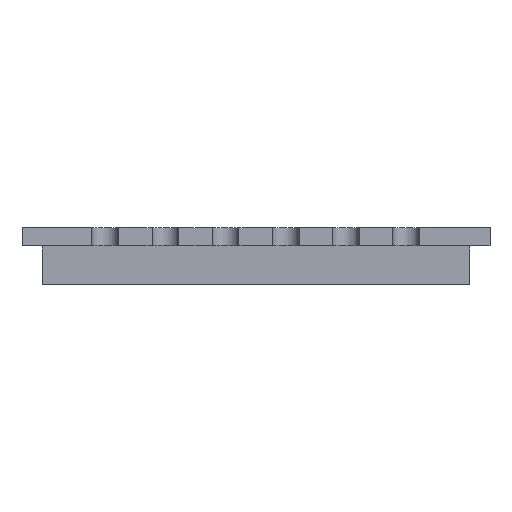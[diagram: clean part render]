
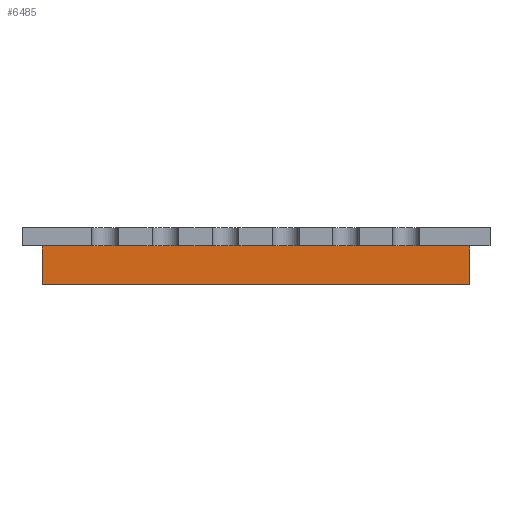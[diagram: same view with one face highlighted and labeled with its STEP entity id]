
A CAD part, left-side view. The second image highlights one B-rep face of the part: STEP entity #6485.
In plain terms, the highlighted planar face has unit normal (-1, 0, 0).
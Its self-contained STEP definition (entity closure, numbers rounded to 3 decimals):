
#73 = PLANE('',#74);
#74 = AXIS2_PLACEMENT_3D('',#75,#76,#77);
#75 = CARTESIAN_POINT('',(-237.934,-36.435,0.));
#76 = DIRECTION('',(0.,0.,1.));
#77 = DIRECTION('',(1.,0.,0.));
#2791 = EDGE_CURVE('',#2792,#2794,#2796,.T.);
#2792 = VERTEX_POINT('',#2793);
#2793 = CARTESIAN_POINT('',(-238.987,-49.835,0.));
#2794 = VERTEX_POINT('',#2795);
#2795 = CARTESIAN_POINT('',(-238.987,-37.035,0.));
#2796 = SURFACE_CURVE('',#2797,(#2801,#2808),.PCURVE_S1.);
#2797 = LINE('',#2798,#2799);
#2798 = CARTESIAN_POINT('',(-238.987,-49.835,0.));
#2799 = VECTOR('',#2800,1.);
#2800 = DIRECTION('',(0.,1.,0.));
#2801 = PCURVE('',#73,#2802);
#2802 = DEFINITIONAL_REPRESENTATION('',(#2803),#2807);
#2803 = LINE('',#2804,#2805);
#2804 = CARTESIAN_POINT('',(-1.053,-13.4));
#2805 = VECTOR('',#2806,1.);
#2806 = DIRECTION('',(0.,1.));
#2807 = ( GEOMETRIC_REPRESENTATION_CONTEXT(2) 
PARAMETRIC_REPRESENTATION_CONTEXT() REPRESENTATION_CONTEXT('2D SPACE',''
  ) );
#2808 = PCURVE('',#2809,#2814);
#2809 = PLANE('',#2810);
#2810 = AXIS2_PLACEMENT_3D('',#2811,#2812,#2813);
#2811 = CARTESIAN_POINT('',(-238.987,-49.835,-1.15));
#2812 = DIRECTION('',(1.,0.,0.));
#2813 = DIRECTION('',(0.,0.,-1.));
#2814 = DEFINITIONAL_REPRESENTATION('',(#2815),#2819);
#2815 = LINE('',#2816,#2817);
#2816 = CARTESIAN_POINT('',(-1.15,0.));
#2817 = VECTOR('',#2818,1.);
#2818 = DIRECTION('',(0.,1.));
#2819 = ( GEOMETRIC_REPRESENTATION_CONTEXT(2) 
PARAMETRIC_REPRESENTATION_CONTEXT() REPRESENTATION_CONTEXT('2D SPACE',''
  ) );
#2837 = PLANE('',#2838);
#2838 = AXIS2_PLACEMENT_3D('',#2839,#2840,#2841);
#2839 = CARTESIAN_POINT('',(-218.887,-49.835,-1.15));
#2840 = DIRECTION('',(0.,1.,0.));
#2841 = DIRECTION('',(0.,0.,1.));
#2891 = PLANE('',#2892);
#2892 = AXIS2_PLACEMENT_3D('',#2893,#2894,#2895);
#2893 = CARTESIAN_POINT('',(-238.987,-37.035,-1.15));
#2894 = DIRECTION('',(0.,-1.,0.));
#2895 = DIRECTION('',(0.,0.,-1.));
#6414 = EDGE_CURVE('',#6415,#2792,#6417,.T.);
#6415 = VERTEX_POINT('',#6416);
#6416 = CARTESIAN_POINT('',(-238.987,-49.835,-1.15));
#6417 = SURFACE_CURVE('',#6418,(#6422,#6429),.PCURVE_S1.);
#6418 = LINE('',#6419,#6420);
#6419 = CARTESIAN_POINT('',(-238.987,-49.835,-1.15));
#6420 = VECTOR('',#6421,1.);
#6421 = DIRECTION('',(0.,0.,1.));
#6422 = PCURVE('',#2837,#6423);
#6423 = DEFINITIONAL_REPRESENTATION('',(#6424),#6428);
#6424 = LINE('',#6425,#6426);
#6425 = CARTESIAN_POINT('',(0.,-20.1));
#6426 = VECTOR('',#6427,1.);
#6427 = DIRECTION('',(1.,0.));
#6428 = ( GEOMETRIC_REPRESENTATION_CONTEXT(2) 
PARAMETRIC_REPRESENTATION_CONTEXT() REPRESENTATION_CONTEXT('2D SPACE',''
  ) );
#6429 = PCURVE('',#2809,#6430);
#6430 = DEFINITIONAL_REPRESENTATION('',(#6431),#6435);
#6431 = LINE('',#6432,#6433);
#6432 = CARTESIAN_POINT('',(0.,0.));
#6433 = VECTOR('',#6434,1.);
#6434 = DIRECTION('',(-1.,0.));
#6435 = ( GEOMETRIC_REPRESENTATION_CONTEXT(2) 
PARAMETRIC_REPRESENTATION_CONTEXT() REPRESENTATION_CONTEXT('2D SPACE',''
  ) );
#6453 = PLANE('',#6454);
#6454 = AXIS2_PLACEMENT_3D('',#6455,#6456,#6457);
#6455 = CARTESIAN_POINT('',(0.,0.,-1.15));
#6456 = DIRECTION('',(0.,0.,-1.));
#6457 = DIRECTION('',(-1.,0.,0.));
#6485 = ADVANCED_FACE('',(#6486),#2809,.F.);
#6486 = FACE_BOUND('',#6487,.T.);
#6487 = EDGE_LOOP('',(#6488,#6489,#6512,#6533));
#6488 = ORIENTED_EDGE('',*,*,#2791,.T.);
#6489 = ORIENTED_EDGE('',*,*,#6490,.F.);
#6490 = EDGE_CURVE('',#6491,#2794,#6493,.T.);
#6491 = VERTEX_POINT('',#6492);
#6492 = CARTESIAN_POINT('',(-238.987,-37.035,-1.15));
#6493 = SURFACE_CURVE('',#6494,(#6498,#6505),.PCURVE_S1.);
#6494 = LINE('',#6495,#6496);
#6495 = CARTESIAN_POINT('',(-238.987,-37.035,-1.15));
#6496 = VECTOR('',#6497,1.);
#6497 = DIRECTION('',(0.,0.,1.));
#6498 = PCURVE('',#2809,#6499);
#6499 = DEFINITIONAL_REPRESENTATION('',(#6500),#6504);
#6500 = LINE('',#6501,#6502);
#6501 = CARTESIAN_POINT('',(0.,12.8));
#6502 = VECTOR('',#6503,1.);
#6503 = DIRECTION('',(-1.,0.));
#6504 = ( GEOMETRIC_REPRESENTATION_CONTEXT(2) 
PARAMETRIC_REPRESENTATION_CONTEXT() REPRESENTATION_CONTEXT('2D SPACE',''
  ) );
#6505 = PCURVE('',#2891,#6506);
#6506 = DEFINITIONAL_REPRESENTATION('',(#6507),#6511);
#6507 = LINE('',#6508,#6509);
#6508 = CARTESIAN_POINT('',(0.,0.));
#6509 = VECTOR('',#6510,1.);
#6510 = DIRECTION('',(-1.,0.));
#6511 = ( GEOMETRIC_REPRESENTATION_CONTEXT(2) 
PARAMETRIC_REPRESENTATION_CONTEXT() REPRESENTATION_CONTEXT('2D SPACE',''
  ) );
#6512 = ORIENTED_EDGE('',*,*,#6513,.F.);
#6513 = EDGE_CURVE('',#6415,#6491,#6514,.T.);
#6514 = SURFACE_CURVE('',#6515,(#6519,#6526),.PCURVE_S1.);
#6515 = LINE('',#6516,#6517);
#6516 = CARTESIAN_POINT('',(-238.987,-49.835,-1.15));
#6517 = VECTOR('',#6518,1.);
#6518 = DIRECTION('',(0.,1.,0.));
#6519 = PCURVE('',#2809,#6520);
#6520 = DEFINITIONAL_REPRESENTATION('',(#6521),#6525);
#6521 = LINE('',#6522,#6523);
#6522 = CARTESIAN_POINT('',(0.,0.));
#6523 = VECTOR('',#6524,1.);
#6524 = DIRECTION('',(0.,1.));
#6525 = ( GEOMETRIC_REPRESENTATION_CONTEXT(2) 
PARAMETRIC_REPRESENTATION_CONTEXT() REPRESENTATION_CONTEXT('2D SPACE',''
  ) );
#6526 = PCURVE('',#6453,#6527);
#6527 = DEFINITIONAL_REPRESENTATION('',(#6528),#6532);
#6528 = LINE('',#6529,#6530);
#6529 = CARTESIAN_POINT('',(238.987,-49.835));
#6530 = VECTOR('',#6531,1.);
#6531 = DIRECTION('',(0.,1.));
#6532 = ( GEOMETRIC_REPRESENTATION_CONTEXT(2) 
PARAMETRIC_REPRESENTATION_CONTEXT() REPRESENTATION_CONTEXT('2D SPACE',''
  ) );
#6533 = ORIENTED_EDGE('',*,*,#6414,.T.);
